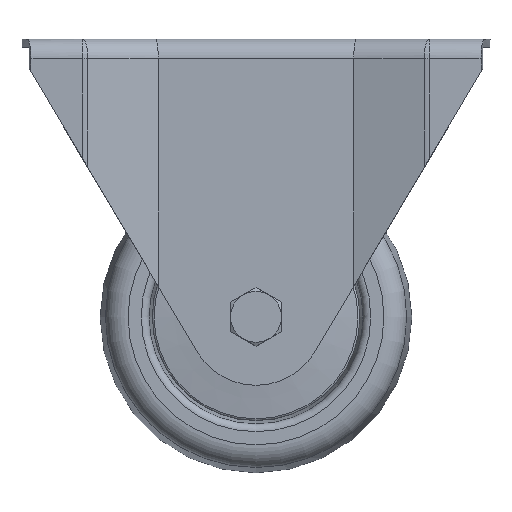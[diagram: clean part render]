
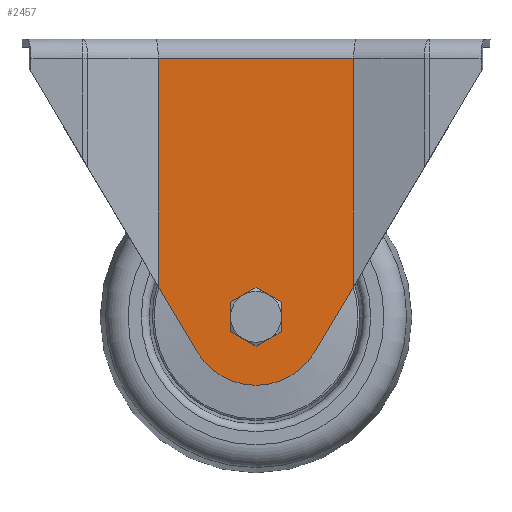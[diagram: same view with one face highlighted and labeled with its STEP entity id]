
A CAD part, top view. The second image highlights one B-rep face of the part: STEP entity #2457.
In plain terms, the highlighted planar face has unit normal (0, 0, 1).
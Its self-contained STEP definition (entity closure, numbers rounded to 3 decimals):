
#160=LINE('',#4703,#284);
#173=LINE('',#4742,#297);
#185=LINE('',#4773,#309);
#187=LINE('',#4779,#311);
#188=LINE('',#4781,#312);
#284=VECTOR('',#3839,1000.);
#297=VECTOR('',#3874,1000.);
#309=VECTOR('',#3902,1000.);
#311=VECTOR('',#3908,1000.);
#312=VECTOR('',#3909,1000.);
#420=PLANE('',#3276);
#545=CIRCLE('',#3262,17.5);
#549=CIRCLE('',#3277,4.3);
#956=ORIENTED_EDGE('',*,*,#1416,.T.);
#957=ORIENTED_EDGE('',*,*,#1417,.T.);
#958=ORIENTED_EDGE('',*,*,#1418,.T.);
#959=ORIENTED_EDGE('',*,*,#1414,.F.);
#960=ORIENTED_EDGE('',*,*,#1398,.T.);
#961=ORIENTED_EDGE('',*,*,#1390,.F.);
#962=ORIENTED_EDGE('',*,*,#1378,.T.);
#1378=EDGE_CURVE('',#1652,#1659,#160,.T.);
#1390=EDGE_CURVE('',#1652,#1668,#545,.F.);
#1398=EDGE_CURVE('',#1675,#1668,#173,.T.);
#1414=EDGE_CURVE('',#1675,#1686,#185,.T.);
#1416=EDGE_CURVE('',#1687,#1687,#549,.F.);
#1417=EDGE_CURVE('',#1659,#1688,#187,.T.);
#1418=EDGE_CURVE('',#1688,#1686,#188,.F.);
#1652=VERTEX_POINT('',#4688);
#1659=VERTEX_POINT('',#4702);
#1668=VERTEX_POINT('',#4724);
#1675=VERTEX_POINT('',#4743);
#1686=VERTEX_POINT('',#4774);
#1687=VERTEX_POINT('',#4778);
#1688=VERTEX_POINT('',#4780);
#1977=EDGE_LOOP('',(#956));
#1978=EDGE_LOOP('',(#957,#958,#959,#960,#961,#962));
#2239=FACE_BOUND('',#1977,.T.);
#2240=FACE_BOUND('',#1978,.T.);
#2457=ADVANCED_FACE('',(#2239,#2240),#420,.T.);
#3262=AXIS2_PLACEMENT_3D('',#4727,#3858,#3859);
#3276=AXIS2_PLACEMENT_3D('',#4776,#3904,#3905);
#3277=AXIS2_PLACEMENT_3D('',#4777,#3906,#3907);
#3839=DIRECTION('',(0.51,0.86,0.));
#3858=DIRECTION('',(0.,0.,1.));
#3859=DIRECTION('',(1.,0.,0.));
#3874=DIRECTION('',(0.51,-0.86,0.));
#3902=DIRECTION('',(0.,1.,0.));
#3904=DIRECTION('',(0.,0.,1.));
#3905=DIRECTION('',(1.,0.,0.));
#3906=DIRECTION('',(0.,0.,1.));
#3907=DIRECTION('',(1.,0.,0.));
#3908=DIRECTION('',(0.,1.,0.));
#3909=DIRECTION('',(1.,0.,0.));
#4688=CARTESIAN_POINT('',(15.054,-79.923,21.));
#4702=CARTESIAN_POINT('',(25.,-63.144,21.));
#4703=CARTESIAN_POINT('',(0.878,-103.839,21.));
#4724=CARTESIAN_POINT('',(-15.054,-79.923,21.));
#4727=CARTESIAN_POINT('',(0.,-71.,21.));
#4742=CARTESIAN_POINT('',(-13.878,-81.907,21.));
#4743=CARTESIAN_POINT('',(-25.,-63.144,21.));
#4773=CARTESIAN_POINT('',(-25.,-88.5,21.));
#4774=CARTESIAN_POINT('',(-25.,-5.,21.));
#4776=CARTESIAN_POINT('',(-25.,-88.5,21.));
#4777=CARTESIAN_POINT('',(0.,-71.,21.));
#4778=CARTESIAN_POINT('',(4.3,-71.,21.));
#4779=CARTESIAN_POINT('',(25.,-88.5,21.));
#4780=CARTESIAN_POINT('',(25.,-5.,21.));
#4781=CARTESIAN_POINT('',(-25.,-5.,21.));
